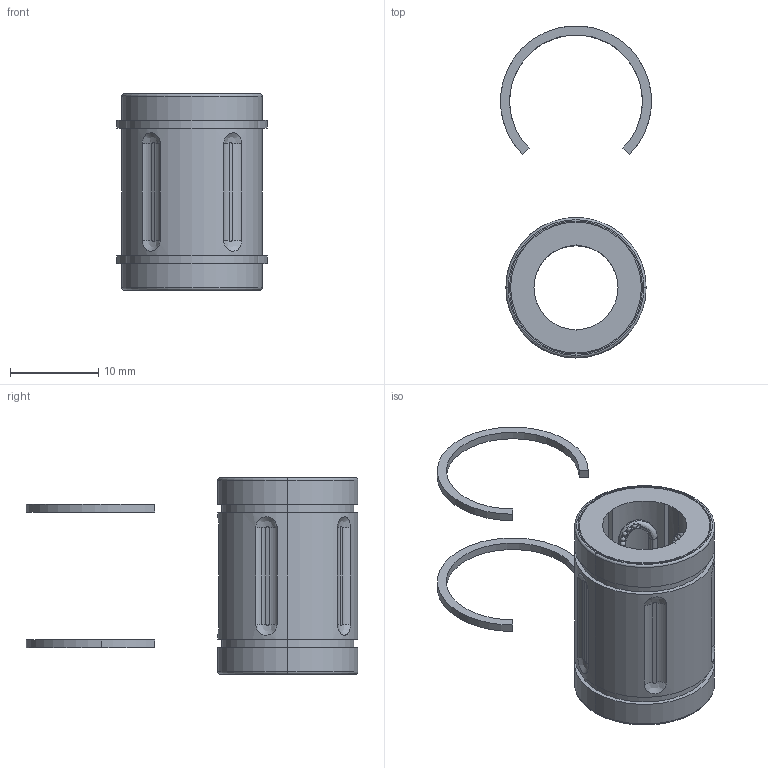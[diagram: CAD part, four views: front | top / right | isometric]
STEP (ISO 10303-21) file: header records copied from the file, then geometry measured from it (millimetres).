
FILE_DESCRIPTION (( 'STEP AP203' ), '1' );
FILE_NAME ('60595K12.step', '2016-03-21T12:43:36', ( '' ), ( '' ), 'SwSTEP 2.0', 'SolidWorks 2014', '' );
FILE_SCHEMA (( 'CONFIG_CONTROL_DESIGN' ));
Length unit declared in the file: inch
Products named in the file (1): 60595K12
Bounding box: 17.09 x 37.59 x 22.23 mm (x, y, z)
Volume: 2374.6 mm3; surface area: 3042.5 mm2
Topology: 3 solids, 3 shells, 530 faces, 2051 edges, 1315 vertices
Faces by surface type: cylinder 228, sphere 206, plane 58, bspline 30, torus 4, cone 4
Entity records: 27894 total; most frequent: CARTESIAN_POINT 13279, ORIENTED_EDGE 3144, DIRECTION 2933, EDGE_CURVE 1572, AXIS2_PLACEMENT_3D 1302, VERTEX_POINT 1026, EDGE_LOOP 810, CIRCLE 801
